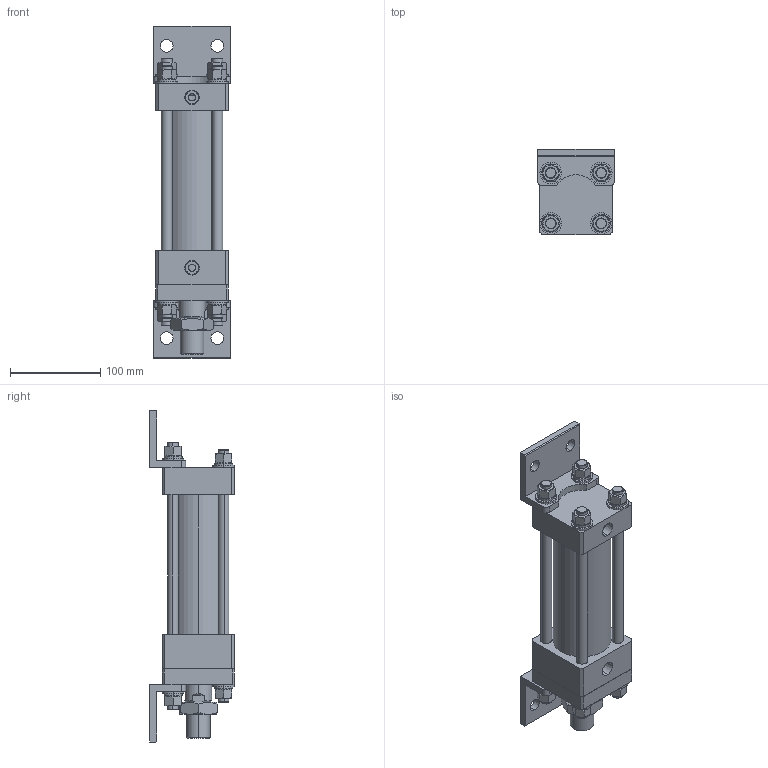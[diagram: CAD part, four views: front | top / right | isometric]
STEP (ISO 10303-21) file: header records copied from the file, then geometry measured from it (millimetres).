
FILE_DESCRIPTION (( 'STEP AP203' ), '1' );
FILE_NAME ('HOB-50-30-100-LB.STEP', '2021-04-27T03:27:21', ( '微软用户' ), ( '微软中国' ), 'SwSTEP 2.0', 'SolidWorks 2012', '' );
FILE_SCHEMA (( 'CONFIG_CONTROL_DESIGN' ));
Length unit declared in the file: millimetre
Products named in the file (13): hex nuts 1-fine pitch-grades ab gb_GB_FASTENER_NUT_SNAB1XY M12X1.5-C; HOB-50-30-100活塞杆; HOB-50-30-100嶺裝; HOB-50-30-100楊擘; HOB-50-30-100前盖; HOB-50-30-100掛极; HOB-50-30-100綴裔; HOB-50-30-100-LB; HOB-50-30-100-LB嶺裝; HOB-50-30-100-LB褐釱; hex thin nuts grades ab gb_GB_FASTENER_NUT_STNABTT  B M27X2.0-C; single coil lock washers light type gb_GB_FASTENER_WASHER_SSWL 12; plain washers--product grade c gb_GB_FASTENER_WASHER_SMWC 12
Assembly tree (36 placements, depth 2):
  HOB-50-30-100-LB
    HOB-50-30-100綴裔
    HOB-50-30-100掛极
    HOB-50-30-100前盖
    HOB-50-30-100楊擘
    HOB-50-30-100嶺裝  x2
    HOB-50-30-100活塞杆
    hex nuts 1-fine pitch-grades ab gb_GB_FASTENER_NUT_SNAB1XY M12X1.5-C  x8
    plain washers--product grade c gb_GB_FASTENER_WASHER_SMWC 12  x8
    single coil lock washers light type gb_GB_FASTENER_WASHER_SSWL 12  x8
    hex thin nuts grades ab gb_GB_FASTENER_NUT_STNABTT  B M27X2.0-C
    HOB-50-30-100-LB褐釱  x2
    HOB-50-30-100-LB嶺裝  x2
Bounding box: 85 x 94 x 368 mm (x, y, z)
Volume: 1152030.6 mm3; surface area: 283656 mm2
Topology: 36 solids, 36 shells, 499 faces, 1141 edges, 722 vertices
Faces by surface type: cylinder 190, plane 188, cone 109, torus 12
Entity records: 9084 total; most frequent: CARTESIAN_POINT 1588, DIRECTION 1263, ORIENTED_EDGE 1048, EDGE_CURVE 524, AXIS2_PLACEMENT_3D 517, VERTEX_POINT 332, EDGE_LOOP 280, CIRCLE 254
